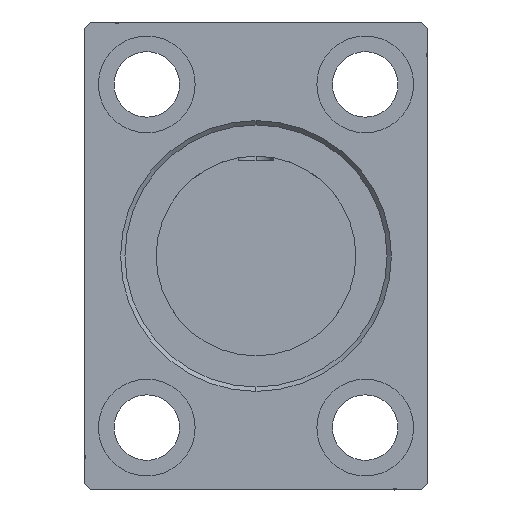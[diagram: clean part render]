
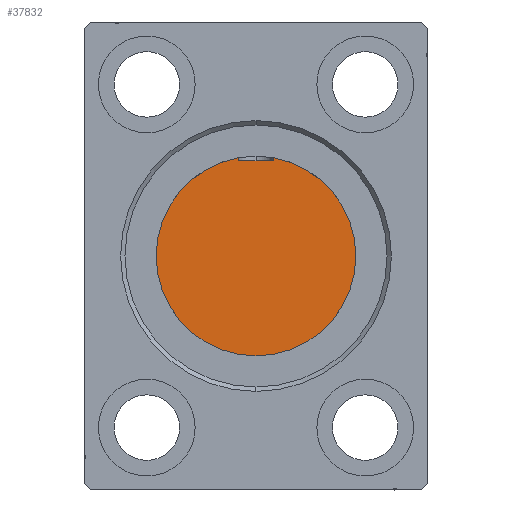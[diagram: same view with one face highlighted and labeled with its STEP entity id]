
A CAD part, left-side view. The second image highlights one B-rep face of the part: STEP entity #37832.
In plain terms, the highlighted planar face has unit normal (-1, 0, 0).
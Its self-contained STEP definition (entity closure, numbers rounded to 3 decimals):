
#144 = PLANE ( 'NONE',  #31258 ) ;
#716 = LINE ( 'NONE', #40334, #23281 ) ;
#1290 = CIRCLE ( 'NONE', #34321, 16. ) ;
#1575 = DIRECTION ( 'NONE',  ( 0., 0., 1. ) ) ;
#2036 = CARTESIAN_POINT ( 'NONE',  ( 131.2, -2.743, 15.763 ) ) ;
#2262 = VERTEX_POINT ( 'NONE', #37924 ) ;
#2792 = CARTESIAN_POINT ( 'NONE',  ( 131.2, 0., 0. ) ) ;
#2959 = DIRECTION ( 'NONE',  ( -1., 0., 0. ) ) ;
#3136 = VERTEX_POINT ( 'NONE', #26880 ) ;
#3466 = EDGE_CURVE ( 'NONE', #3136, #11339, #10826, .T. ) ;
#4243 = EDGE_CURVE ( 'NONE', #3136, #2262, #10517, .T. ) ;
#4276 = CARTESIAN_POINT ( 'NONE',  ( 131.2, 0., -16. ) ) ;
#4584 = CARTESIAN_POINT ( 'NONE',  ( 131.2, -2.743, 15.24 ) ) ;
#9001 = EDGE_CURVE ( 'NONE', #24896, #2262, #716, .T. ) ;
#10114 = EDGE_CURVE ( 'NONE', #24896, #16282, #1290, .T. ) ;
#10517 = LINE ( 'NONE', #23660, #22493 ) ;
#10826 = LINE ( 'NONE', #4584, #21103 ) ;
#11339 = VERTEX_POINT ( 'NONE', #2036 ) ;
#14302 = ORIENTED_EDGE ( 'NONE', *, *, #10114, .T. ) ;
#16282 = VERTEX_POINT ( 'NONE', #4276 ) ;
#16810 = ORIENTED_EDGE ( 'NONE', *, *, #4243, .T. ) ;
#16888 = AXIS2_PLACEMENT_3D ( 'NONE', #37749, #27619, #1575 ) ;
#19088 = ORIENTED_EDGE ( 'NONE', *, *, #9001, .F. ) ;
#21103 = VECTOR ( 'NONE', #24182, 1000. ) ;
#22493 = VECTOR ( 'NONE', #36796, 1000. ) ;
#22977 = FACE_OUTER_BOUND ( 'NONE', #30603, .T. ) ;
#23281 = VECTOR ( 'NONE', #26767, 1000. ) ;
#23660 = CARTESIAN_POINT ( 'NONE',  ( 131.2, 0., 15.24 ) ) ;
#24182 = DIRECTION ( 'NONE',  ( 0., 0., 1. ) ) ;
#24855 = CARTESIAN_POINT ( 'NONE',  ( 131.2, 2.743, 15.763 ) ) ;
#24896 = VERTEX_POINT ( 'NONE', #24855 ) ;
#26767 = DIRECTION ( 'NONE',  ( 0., 0., -1. ) ) ;
#26880 = CARTESIAN_POINT ( 'NONE',  ( 131.2, -2.743, 15.24 ) ) ;
#27619 = DIRECTION ( 'NONE',  ( -1., 0., 0. ) ) ;
#29055 = DIRECTION ( 'NONE',  ( -1., 0., 0. ) ) ;
#30603 = EDGE_LOOP ( 'NONE', ( #39375, #16810, #19088, #14302, #37080 ) ) ;
#31258 = AXIS2_PLACEMENT_3D ( 'NONE', #42156, #2959, #35262 ) ;
#34321 = AXIS2_PLACEMENT_3D ( 'NONE', #2792, #29055, #42210 ) ;
#35262 = DIRECTION ( 'NONE',  ( 0., 0., 1. ) ) ;
#36796 = DIRECTION ( 'NONE',  ( 0., 1., 0. ) ) ;
#36827 = CIRCLE ( 'NONE', #16888, 16. ) ;
#37080 = ORIENTED_EDGE ( 'NONE', *, *, #40658, .T. ) ;
#37749 = CARTESIAN_POINT ( 'NONE',  ( 131.2, 0., 0. ) ) ;
#37832 = ADVANCED_FACE ( 'NONE', ( #22977 ), #144, .T. ) ;
#37924 = CARTESIAN_POINT ( 'NONE',  ( 131.2, 2.743, 15.24 ) ) ;
#39375 = ORIENTED_EDGE ( 'NONE', *, *, #3466, .F. ) ;
#40334 = CARTESIAN_POINT ( 'NONE',  ( 131.2, 2.743, 15.24 ) ) ;
#40658 = EDGE_CURVE ( 'NONE', #16282, #11339, #36827, .T. ) ;
#42156 = CARTESIAN_POINT ( 'NONE',  ( 131.2, 0., 0. ) ) ;
#42210 = DIRECTION ( 'NONE',  ( 0., 0., 1. ) ) ;
